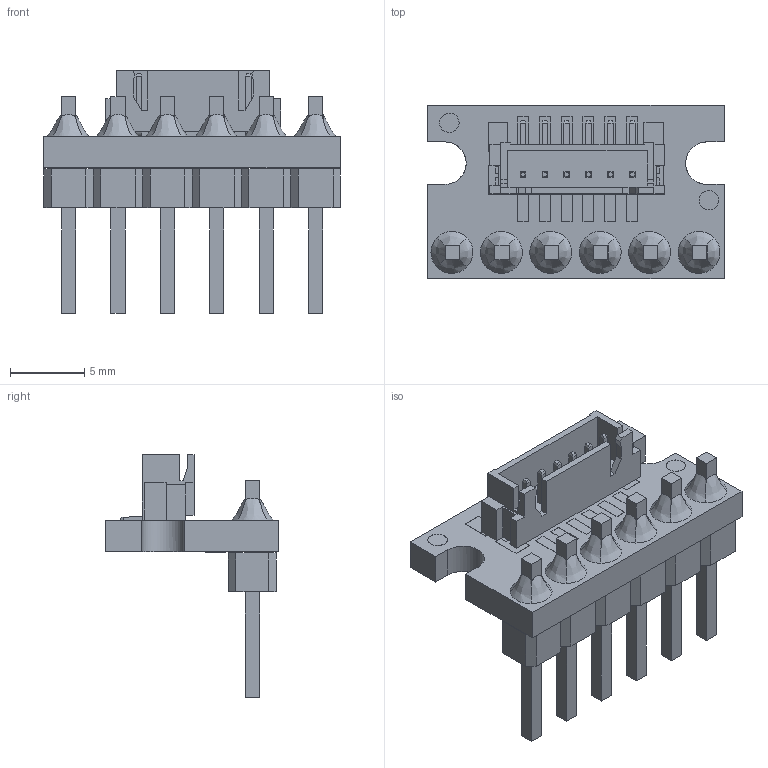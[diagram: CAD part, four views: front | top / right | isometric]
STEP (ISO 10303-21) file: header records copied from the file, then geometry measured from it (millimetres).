
FILE_DESCRIPTION(('FreeCAD Model'),'2;1');
FILE_NAME('Open CASCADE Shape Model','2025-05-05T07:24:03',('FreeCAD'),( 'FreeCAD'),'Open CASCADE STEP processor 7.6','FreeCAD','Unknown');
FILE_SCHEMA(('AUTOMOTIVE_DESIGN { 1 0 10303 214 1 1 1 1 }'));
Length unit declared in the file: millimetre
Products named in the file (1): Open CASCADE STEP translator 7.6 1
Bounding box: 20.01 x 11.66 x 16.35 mm (x, y, z)
Volume: 769.3 mm3; surface area: 2089.3 mm2
Topology: 64 solids, 64 shells, 819 faces, 2115 edges, 1418 vertices
Faces by surface type: bspline 819
Entity records: 27704 total; most frequent: CARTESIAN_POINT 14427, ORIENTED_EDGE 4230, EDGE_CURVE 2115, B_SPLINE_CURVE_WITH_KNOTS 2017, VERTEX_POINT 1418, FACE_BOUND 881, EDGE_LOOP 881, ADVANCED_FACE 819
